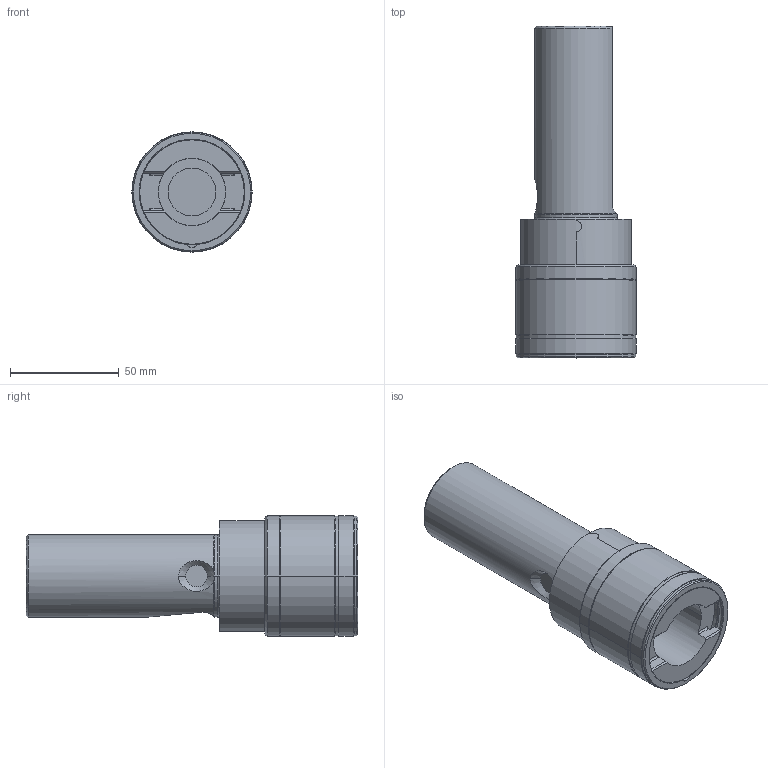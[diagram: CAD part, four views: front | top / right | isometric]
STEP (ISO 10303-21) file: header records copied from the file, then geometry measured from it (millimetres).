
FILE_DESCRIPTION((''),'2;1');
FILE_NAME('32600-INC1-1-2','2021-06-22T16:30:03',('046'),(''),'CREO PARAMETRIC BY PTC INC, 2019352','CREO PARAMETRIC BY PTC INC, 2019352','');
FILE_SCHEMA(('CONFIG_CONTROL_DESIGN'));
Length unit declared in the file: millimetre
Products named in the file (1): 32600-INC1-1-2
Bounding box: 55.3 x 152.6 x 55.3 mm (x, y, z)
Volume: 213766.1 mm3; surface area: 32022.6 mm2
Topology: 1 solids, 1 shells, 101 faces, 275 edges, 166 vertices
Faces by surface type: cylinder 42, cone 29, plane 25, torus 5
Entity records: 3653 total; most frequent: CARTESIAN_POINT 1058, ORIENTED_EDGE 546, DIRECTION 545, EDGE_CURVE 273, AXIS2_PLACEMENT_3D 219, VERTEX_POINT 166, CIRCLE 118, EDGE_LOOP 109
